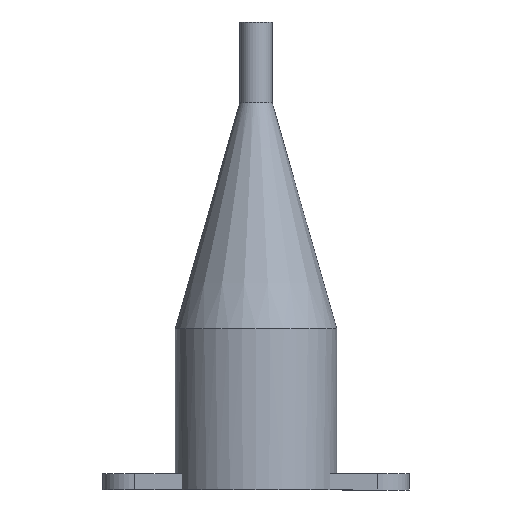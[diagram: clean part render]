
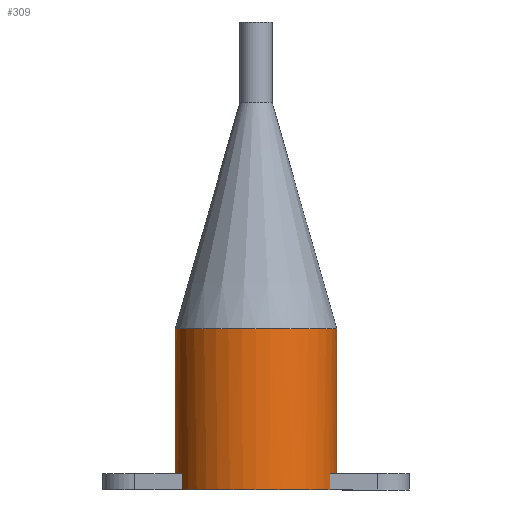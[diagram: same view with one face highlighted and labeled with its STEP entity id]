
A CAD part, front view. The second image highlights one B-rep face of the part: STEP entity #309.
In plain terms, the highlighted cylindrical face has radius 10 mm (diameter 20 mm), a partial arc.
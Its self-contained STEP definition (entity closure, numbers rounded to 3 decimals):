
#1 = DIRECTION ( 'NONE',  ( -1., 0., 0. ) ) ;
#9 = VECTOR ( 'NONE', #829, 1000. ) ;
#10 = LINE ( 'NONE', #692, #75 ) ;
#15 = EDGE_CURVE ( 'NONE', #171, #675, #94, .T. ) ;
#52 = CARTESIAN_POINT ( 'NONE',  ( 0., 0., -13.5 ) ) ;
#60 = CIRCLE ( 'NONE', #838, 10. ) ;
#75 = VECTOR ( 'NONE', #768, 1000. ) ;
#76 = CARTESIAN_POINT ( 'NONE',  ( 0., 0., -15.5 ) ) ;
#85 = ORIENTED_EDGE ( 'NONE', *, *, #226, .T. ) ;
#91 = VERTEX_POINT ( 'NONE', #800 ) ;
#94 = LINE ( 'NONE', #712, #298 ) ;
#97 = ORIENTED_EDGE ( 'NONE', *, *, #615, .F. ) ;
#139 = ORIENTED_EDGE ( 'NONE', *, *, #404, .T. ) ;
#161 = VERTEX_POINT ( 'NONE', #280 ) ;
#163 = DIRECTION ( 'NONE',  ( 0., 0., -1. ) ) ;
#171 = VERTEX_POINT ( 'NONE', #812 ) ;
#176 = DIRECTION ( 'NONE',  ( -1., 0., 0. ) ) ;
#226 = EDGE_CURVE ( 'NONE', #675, #161, #608, .T. ) ;
#228 = CARTESIAN_POINT ( 'NONE',  ( 0., 0., 4.5 ) ) ;
#235 = CIRCLE ( 'NONE', #729, 10. ) ;
#238 = VERTEX_POINT ( 'NONE', #659 ) ;
#280 = CARTESIAN_POINT ( 'NONE',  ( -9.165, -4., -13.5 ) ) ;
#291 = CARTESIAN_POINT ( 'NONE',  ( 10., 0., 0. ) ) ;
#292 = DIRECTION ( 'NONE',  ( 0., 0., -1. ) ) ;
#298 = VECTOR ( 'NONE', #571, 1000. ) ;
#309 = ADVANCED_FACE ( 'NONE', ( #720 ), #577, .T. ) ;
#324 = ORIENTED_EDGE ( 'NONE', *, *, #724, .F. ) ;
#327 = EDGE_LOOP ( 'NONE', ( #340, #846, #888, #85, #324, #97, #694, #139 ) ) ;
#332 = CARTESIAN_POINT ( 'NONE',  ( 10., 0., 4.5 ) ) ;
#340 = ORIENTED_EDGE ( 'NONE', *, *, #478, .F. ) ;
#357 = VERTEX_POINT ( 'NONE', #332 ) ;
#369 = LINE ( 'NONE', #457, #9 ) ;
#386 = AXIS2_PLACEMENT_3D ( 'NONE', #76, #163, #1 ) ;
#401 = DIRECTION ( 'NONE',  ( 0., 0., 1. ) ) ;
#404 = EDGE_CURVE ( 'NONE', #91, #976, #60, .T. ) ;
#427 = CIRCLE ( 'NONE', #386, 10. ) ;
#440 = VERTEX_POINT ( 'NONE', #686 ) ;
#442 = DIRECTION ( 'NONE',  ( -1., 0., 0. ) ) ;
#456 = DIRECTION ( 'NONE',  ( 0., 0., -1. ) ) ;
#457 = CARTESIAN_POINT ( 'NONE',  ( -9.165, -4., 0. ) ) ;
#458 = AXIS2_PLACEMENT_3D ( 'NONE', #52, #592, #654 ) ;
#470 = CARTESIAN_POINT ( 'NONE',  ( -10., 0., -13.5 ) ) ;
#476 = DIRECTION ( 'NONE',  ( 0., 0., -1. ) ) ;
#478 = EDGE_CURVE ( 'NONE', #357, #976, #750, .T. ) ;
#571 = DIRECTION ( 'NONE',  ( 0., 0., -1. ) ) ;
#577 = CYLINDRICAL_SURFACE ( 'NONE', #792, 10. ) ;
#592 = DIRECTION ( 'NONE',  ( 0., 0., 1. ) ) ;
#608 = CIRCLE ( 'NONE', #458, 10. ) ;
#615 = EDGE_CURVE ( 'NONE', #440, #238, #427, .T. ) ;
#637 = EDGE_CURVE ( 'NONE', #91, #440, #10, .T. ) ;
#641 = CARTESIAN_POINT ( 'NONE',  ( 0., 0., -13.5 ) ) ;
#654 = DIRECTION ( 'NONE',  ( -1., 0., 0. ) ) ;
#659 = CARTESIAN_POINT ( 'NONE',  ( -9.165, -4., -15.5 ) ) ;
#667 = VECTOR ( 'NONE', #456, 1000. ) ;
#675 = VERTEX_POINT ( 'NONE', #470 ) ;
#686 = CARTESIAN_POINT ( 'NONE',  ( 9.165, -4., -15.5 ) ) ;
#692 = CARTESIAN_POINT ( 'NONE',  ( 9.165, -4., 0. ) ) ;
#694 = ORIENTED_EDGE ( 'NONE', *, *, #637, .F. ) ;
#707 = DIRECTION ( 'NONE',  ( -1., 0., 0. ) ) ;
#712 = CARTESIAN_POINT ( 'NONE',  ( -10., 0., 0. ) ) ;
#720 = FACE_OUTER_BOUND ( 'NONE', #327, .T. ) ;
#724 = EDGE_CURVE ( 'NONE', #238, #161, #369, .T. ) ;
#729 = AXIS2_PLACEMENT_3D ( 'NONE', #228, #292, #442 ) ;
#730 = CARTESIAN_POINT ( 'NONE',  ( 10., 0., -13.5 ) ) ;
#750 = LINE ( 'NONE', #291, #667 ) ;
#768 = DIRECTION ( 'NONE',  ( 0., 0., -1. ) ) ;
#785 = EDGE_CURVE ( 'NONE', #357, #171, #235, .T. ) ;
#792 = AXIS2_PLACEMENT_3D ( 'NONE', #798, #476, #176 ) ;
#798 = CARTESIAN_POINT ( 'NONE',  ( 0., 0., 0. ) ) ;
#800 = CARTESIAN_POINT ( 'NONE',  ( 9.165, -4., -13.5 ) ) ;
#812 = CARTESIAN_POINT ( 'NONE',  ( -10., 0., 4.5 ) ) ;
#829 = DIRECTION ( 'NONE',  ( 0., 0., 1. ) ) ;
#838 = AXIS2_PLACEMENT_3D ( 'NONE', #641, #401, #707 ) ;
#846 = ORIENTED_EDGE ( 'NONE', *, *, #785, .T. ) ;
#888 = ORIENTED_EDGE ( 'NONE', *, *, #15, .T. ) ;
#976 = VERTEX_POINT ( 'NONE', #730 ) ;
